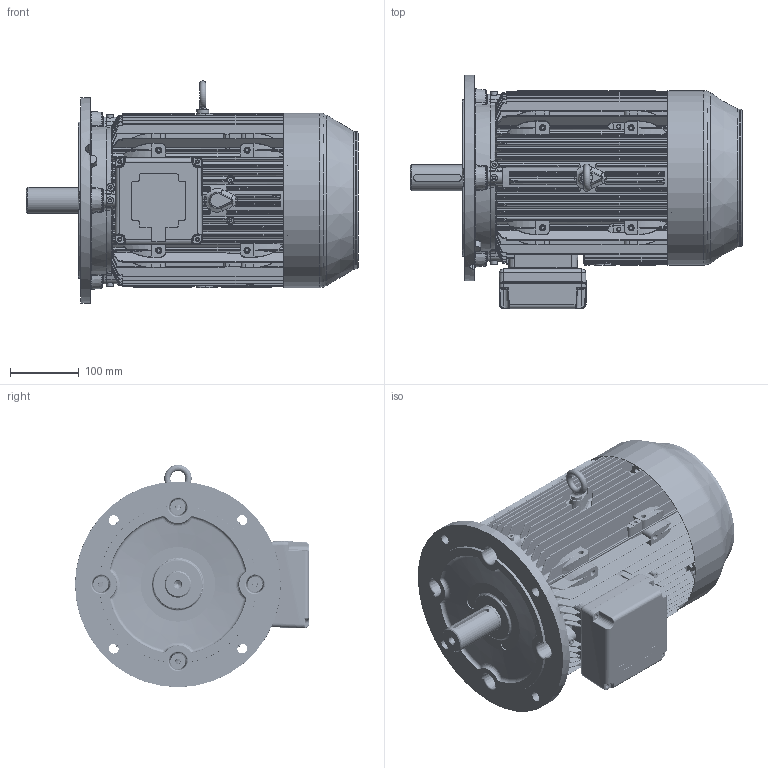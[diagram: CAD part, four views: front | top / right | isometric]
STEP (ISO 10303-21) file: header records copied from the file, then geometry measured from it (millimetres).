
FILE_DESCRIPTION( ( 'Unknown' ), '1' );
FILE_NAME( 'WP-DA132SX B5.stp', 'Unknown', ( 'Unknown' ), ( 'Unknown' ), 'PSStep 17.0.49', 'Unknown', ' ' );
FILE_SCHEMA( ( 'AUTOMOTIVE_DESIGN { 1 0 10303 214 1 1 1 1 }' ) );
Length unit declared in the file: millimetre
Products named in the file (1): 1
Bounding box: 484.5 x 341.05 x 324.38 mm (x, y, z)
Volume: 3481110.1 mm3; surface area: 1533330.6 mm2
Topology: 1 solids, 7 shells, 4493 faces, 11288 edges, 6704 vertices
Faces by surface type: cylinder 1415, bspline 1325, plane 840, cone 426, sphere 256, torus 231
Full cylindrical faces by diameter (mm): 3.17 x4, 4 x4, 4.5 x8, 5 x8, 5.5 x5, 5.8 x4, 6.2 x11, 6.5 x6, 7 x4, 8.2 x8, 9 x4, 10 x9, 10.106 x2, 10.25 x3, 11 x8, 14.5 x4, 16 x3, 17 x1, 38 x1, 39 x1, 39.5 x1, 52 x1, 80 x1, 198 x1, 200 x1, 202.984 x1, 209 x3, 251 x1, 254.8 x1, 300 x1
Entity records: 331493 total; most frequent: CARTESIAN_POINT 200608, ORIENTED_EDGE 21406, DIRECTION 17824, EDGE_CURVE 10703, AXIS2_PLACEMENT_3D 7553, VERTEX_POINT 6513, EDGE_LOOP 4906, FACE_OUTER_BOUND 4615
